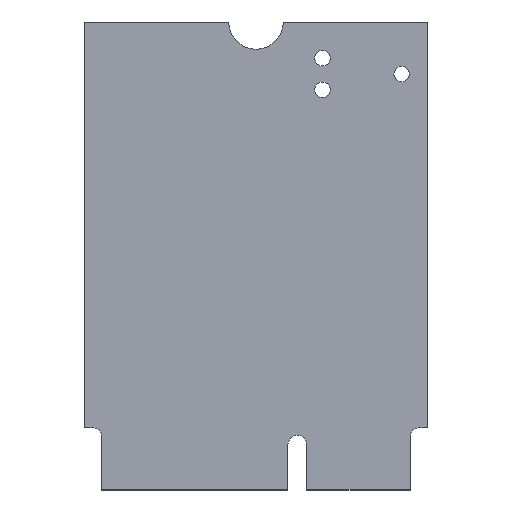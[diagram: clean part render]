
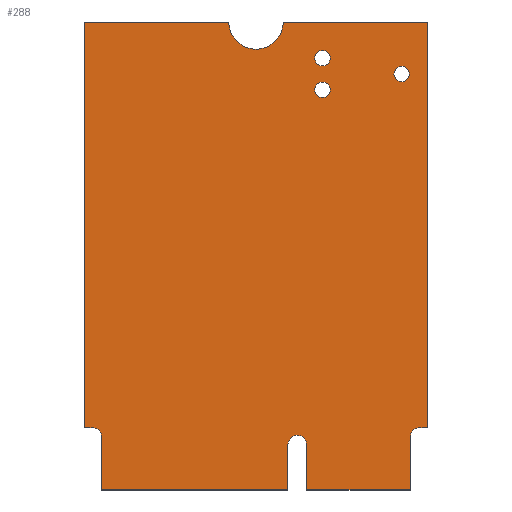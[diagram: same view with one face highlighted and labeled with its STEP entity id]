
A CAD part, top view. The second image highlights one B-rep face of the part: STEP entity #288.
In plain terms, the highlighted planar face has unit normal (0, 0, 1).
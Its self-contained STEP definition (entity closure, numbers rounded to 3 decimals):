
#42 = VERTEX_POINT('',#43);
#43 = CARTESIAN_POINT('',(164.65,-58.5,0.8));
#49 = EDGE_CURVE('',#42,#50,#52,.T.);
#50 = VERTEX_POINT('',#51);
#51 = CARTESIAN_POINT('',(168.15,-58.5,0.8));
#52 = CIRCLE('',#53,1.75);
#53 = AXIS2_PLACEMENT_3D('',#54,#55,#56);
#54 = CARTESIAN_POINT('',(166.4,-58.5,0.8));
#55 = DIRECTION('',(0.,0.,1.));
#56 = DIRECTION('',(-1.,0.,-0.));
#84 = VERTEX_POINT('',#85);
#85 = CARTESIAN_POINT('',(155.4,-58.5,0.8));
#91 = EDGE_CURVE('',#84,#42,#92,.T.);
#92 = LINE('',#93,#94);
#93 = CARTESIAN_POINT('',(155.4,-58.5,0.8));
#94 = VECTOR('',#95,1.);
#95 = DIRECTION('',(1.,0.,0.));
#113 = EDGE_CURVE('',#50,#114,#116,.T.);
#114 = VERTEX_POINT('',#115);
#115 = CARTESIAN_POINT('',(177.4,-58.5,0.8));
#116 = LINE('',#117,#118);
#117 = CARTESIAN_POINT('',(168.15,-58.5,0.8));
#118 = VECTOR('',#119,1.);
#119 = DIRECTION('',(1.,0.,0.));
#288 = ADVANCED_FACE('',(#289,#399,#410,#421),#432,.T.);
#289 = FACE_BOUND('',#290,.T.);
#290 = EDGE_LOOP('',(#291,#292,#293,#301,#309,#318,#326,#334,#342,#351,
    #359,#367,#375,#384,#392,#398));
#291 = ORIENTED_EDGE('',*,*,#49,.F.);
#292 = ORIENTED_EDGE('',*,*,#91,.F.);
#293 = ORIENTED_EDGE('',*,*,#294,.F.);
#294 = EDGE_CURVE('',#295,#84,#297,.T.);
#295 = VERTEX_POINT('',#296);
#296 = CARTESIAN_POINT('',(155.4,-84.5,0.8));
#297 = LINE('',#298,#299);
#298 = CARTESIAN_POINT('',(155.4,-84.5,0.8));
#299 = VECTOR('',#300,1.);
#300 = DIRECTION('',(0.,1.,0.));
#301 = ORIENTED_EDGE('',*,*,#302,.F.);
#302 = EDGE_CURVE('',#303,#295,#305,.T.);
#303 = VERTEX_POINT('',#304);
#304 = CARTESIAN_POINT('',(155.9,-84.5,0.8));
#305 = LINE('',#306,#307);
#306 = CARTESIAN_POINT('',(155.9,-84.5,0.8));
#307 = VECTOR('',#308,1.);
#308 = DIRECTION('',(-1.,0.,0.));
#309 = ORIENTED_EDGE('',*,*,#310,.F.);
#310 = EDGE_CURVE('',#311,#303,#313,.T.);
#311 = VERTEX_POINT('',#312);
#312 = CARTESIAN_POINT('',(156.5,-85.1,0.8));
#313 = CIRCLE('',#314,0.6);
#314 = AXIS2_PLACEMENT_3D('',#315,#316,#317);
#315 = CARTESIAN_POINT('',(155.9,-85.1,0.8));
#316 = DIRECTION('',(0.,0.,1.));
#317 = DIRECTION('',(1.,0.,-0.));
#318 = ORIENTED_EDGE('',*,*,#319,.F.);
#319 = EDGE_CURVE('',#320,#311,#322,.T.);
#320 = VERTEX_POINT('',#321);
#321 = CARTESIAN_POINT('',(156.5,-88.5,0.8));
#322 = LINE('',#323,#324);
#323 = CARTESIAN_POINT('',(156.5,-88.5,0.8));
#324 = VECTOR('',#325,1.);
#325 = DIRECTION('',(0.,1.,0.));
#326 = ORIENTED_EDGE('',*,*,#327,.F.);
#327 = EDGE_CURVE('',#328,#320,#330,.T.);
#328 = VERTEX_POINT('',#329);
#329 = CARTESIAN_POINT('',(168.45,-88.5,0.8));
#330 = LINE('',#331,#332);
#331 = CARTESIAN_POINT('',(168.45,-88.5,0.8));
#332 = VECTOR('',#333,1.);
#333 = DIRECTION('',(-1.,0.,0.));
#334 = ORIENTED_EDGE('',*,*,#335,.F.);
#335 = EDGE_CURVE('',#336,#328,#338,.T.);
#336 = VERTEX_POINT('',#337);
#337 = CARTESIAN_POINT('',(168.45,-85.6,0.8));
#338 = LINE('',#339,#340);
#339 = CARTESIAN_POINT('',(168.45,-85.6,0.8));
#340 = VECTOR('',#341,1.);
#341 = DIRECTION('',(0.,-1.,0.));
#342 = ORIENTED_EDGE('',*,*,#343,.F.);
#343 = EDGE_CURVE('',#344,#336,#346,.T.);
#344 = VERTEX_POINT('',#345);
#345 = CARTESIAN_POINT('',(169.65,-85.6,0.8));
#346 = CIRCLE('',#347,0.6);
#347 = AXIS2_PLACEMENT_3D('',#348,#349,#350);
#348 = CARTESIAN_POINT('',(169.05,-85.6,0.8));
#349 = DIRECTION('',(0.,0.,1.));
#350 = DIRECTION('',(1.,0.,-0.));
#351 = ORIENTED_EDGE('',*,*,#352,.F.);
#352 = EDGE_CURVE('',#353,#344,#355,.T.);
#353 = VERTEX_POINT('',#354);
#354 = CARTESIAN_POINT('',(169.65,-88.5,0.8));
#355 = LINE('',#356,#357);
#356 = CARTESIAN_POINT('',(169.65,-88.5,0.8));
#357 = VECTOR('',#358,1.);
#358 = DIRECTION('',(0.,1.,0.));
#359 = ORIENTED_EDGE('',*,*,#360,.F.);
#360 = EDGE_CURVE('',#361,#353,#363,.T.);
#361 = VERTEX_POINT('',#362);
#362 = CARTESIAN_POINT('',(176.3,-88.5,0.8));
#363 = LINE('',#364,#365);
#364 = CARTESIAN_POINT('',(176.3,-88.5,0.8));
#365 = VECTOR('',#366,1.);
#366 = DIRECTION('',(-1.,0.,0.));
#367 = ORIENTED_EDGE('',*,*,#368,.F.);
#368 = EDGE_CURVE('',#369,#361,#371,.T.);
#369 = VERTEX_POINT('',#370);
#370 = CARTESIAN_POINT('',(176.3,-85.1,0.8));
#371 = LINE('',#372,#373);
#372 = CARTESIAN_POINT('',(176.3,-85.1,0.8));
#373 = VECTOR('',#374,1.);
#374 = DIRECTION('',(0.,-1.,0.));
#375 = ORIENTED_EDGE('',*,*,#376,.F.);
#376 = EDGE_CURVE('',#377,#369,#379,.T.);
#377 = VERTEX_POINT('',#378);
#378 = CARTESIAN_POINT('',(176.9,-84.5,0.8));
#379 = CIRCLE('',#380,0.6);
#380 = AXIS2_PLACEMENT_3D('',#381,#382,#383);
#381 = CARTESIAN_POINT('',(176.9,-85.1,0.8));
#382 = DIRECTION('',(0.,0.,1.));
#383 = DIRECTION('',(0.,1.,0.));
#384 = ORIENTED_EDGE('',*,*,#385,.F.);
#385 = EDGE_CURVE('',#386,#377,#388,.T.);
#386 = VERTEX_POINT('',#387);
#387 = CARTESIAN_POINT('',(177.4,-84.5,0.8));
#388 = LINE('',#389,#390);
#389 = CARTESIAN_POINT('',(177.4,-84.5,0.8));
#390 = VECTOR('',#391,1.);
#391 = DIRECTION('',(-1.,0.,0.));
#392 = ORIENTED_EDGE('',*,*,#393,.F.);
#393 = EDGE_CURVE('',#114,#386,#394,.T.);
#394 = LINE('',#395,#396);
#395 = CARTESIAN_POINT('',(177.4,-58.5,0.8));
#396 = VECTOR('',#397,1.);
#397 = DIRECTION('',(0.,-1.,0.));
#398 = ORIENTED_EDGE('',*,*,#113,.F.);
#399 = FACE_BOUND('',#400,.T.);
#400 = EDGE_LOOP('',(#401));
#401 = ORIENTED_EDGE('',*,*,#402,.T.);
#402 = EDGE_CURVE('',#403,#403,#405,.T.);
#403 = VERTEX_POINT('',#404);
#404 = CARTESIAN_POINT('',(170.66,-63.346,0.8));
#405 = CIRCLE('',#406,0.495);
#406 = AXIS2_PLACEMENT_3D('',#407,#408,#409);
#407 = CARTESIAN_POINT('',(170.66,-62.851,0.8));
#408 = DIRECTION('',(-0.,0.,-1.));
#409 = DIRECTION('',(0.,-1.,0.));
#410 = FACE_BOUND('',#411,.T.);
#411 = EDGE_LOOP('',(#412));
#412 = ORIENTED_EDGE('',*,*,#413,.T.);
#413 = EDGE_CURVE('',#414,#414,#416,.T.);
#414 = VERTEX_POINT('',#415);
#415 = CARTESIAN_POINT('',(170.66,-61.314,0.8));
#416 = CIRCLE('',#417,0.495);
#417 = AXIS2_PLACEMENT_3D('',#418,#419,#420);
#418 = CARTESIAN_POINT('',(170.66,-60.819,0.8));
#419 = DIRECTION('',(-0.,0.,-1.));
#420 = DIRECTION('',(0.,-1.,0.));
#421 = FACE_BOUND('',#422,.T.);
#422 = EDGE_LOOP('',(#423));
#423 = ORIENTED_EDGE('',*,*,#424,.T.);
#424 = EDGE_CURVE('',#425,#425,#427,.T.);
#425 = VERTEX_POINT('',#426);
#426 = CARTESIAN_POINT('',(175.74,-62.33,0.8));
#427 = CIRCLE('',#428,0.495);
#428 = AXIS2_PLACEMENT_3D('',#429,#430,#431);
#429 = CARTESIAN_POINT('',(175.74,-61.835,0.8));
#430 = DIRECTION('',(-0.,0.,-1.));
#431 = DIRECTION('',(-0.,-1.,0.));
#432 = PLANE('',#433);
#433 = AXIS2_PLACEMENT_3D('',#434,#435,#436);
#434 = CARTESIAN_POINT('',(0.,0.,0.8));
#435 = DIRECTION('',(0.,0.,1.));
#436 = DIRECTION('',(1.,0.,-0.));
